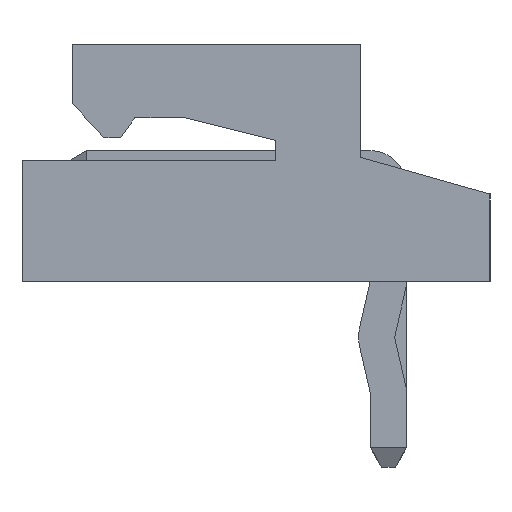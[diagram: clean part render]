
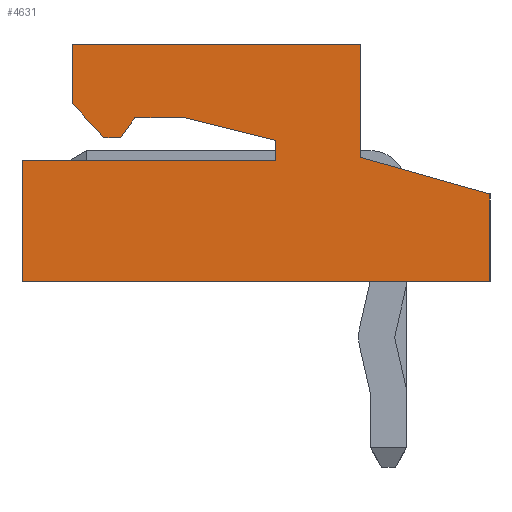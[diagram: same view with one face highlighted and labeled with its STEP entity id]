
A CAD part, left-side view. The second image highlights one B-rep face of the part: STEP entity #4631.
In plain terms, the highlighted planar face has unit normal (-1, 0, 0).
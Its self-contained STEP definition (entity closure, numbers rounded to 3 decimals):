
#138=ORIENTED_EDGE('',*,*,#1106,.F.);
#139=ORIENTED_EDGE('',*,*,#1092,.T.);
#140=ORIENTED_EDGE('',*,*,#1107,.T.);
#141=ORIENTED_EDGE('',*,*,#1108,.T.);
#142=ORIENTED_EDGE('',*,*,#1109,.T.);
#143=ORIENTED_EDGE('',*,*,#1064,.F.);
#144=ORIENTED_EDGE('',*,*,#1082,.T.);
#145=ORIENTED_EDGE('',*,*,#1110,.F.);
#146=ORIENTED_EDGE('',*,*,#1111,.F.);
#147=ORIENTED_EDGE('',*,*,#1112,.F.);
#148=ORIENTED_EDGE('',*,*,#1113,.F.);
#149=ORIENTED_EDGE('',*,*,#1114,.F.);
#150=ORIENTED_EDGE('',*,*,#1115,.F.);
#151=ORIENTED_EDGE('',*,*,#1116,.F.);
#1064=EDGE_CURVE('',#1551,#1552,#1867,.T.);
#1082=EDGE_CURVE('',#1551,#1568,#1885,.T.);
#1092=EDGE_CURVE('',#1579,#1578,#1895,.T.);
#1106=EDGE_CURVE('',#1579,#1587,#1909,.T.);
#1107=EDGE_CURVE('',#1578,#1588,#1910,.T.);
#1108=EDGE_CURVE('',#1588,#1589,#1911,.T.);
#1109=EDGE_CURVE('',#1589,#1552,#1912,.T.);
#1110=EDGE_CURVE('',#1590,#1568,#1913,.T.);
#1111=EDGE_CURVE('',#1591,#1590,#1914,.T.);
#1112=EDGE_CURVE('',#1592,#1591,#1915,.T.);
#1113=EDGE_CURVE('',#1593,#1592,#1916,.T.);
#1114=EDGE_CURVE('',#1594,#1593,#1917,.T.);
#1115=EDGE_CURVE('',#1595,#1594,#1918,.T.);
#1116=EDGE_CURVE('',#1587,#1595,#1919,.T.);
#1551=VERTEX_POINT('',#5968);
#1552=VERTEX_POINT('',#5970);
#1568=VERTEX_POINT('',#6004);
#1578=VERTEX_POINT('',#6025);
#1579=VERTEX_POINT('',#6027);
#1587=VERTEX_POINT('',#6051);
#1588=VERTEX_POINT('',#6053);
#1589=VERTEX_POINT('',#6055);
#1590=VERTEX_POINT('',#6058);
#1591=VERTEX_POINT('',#6060);
#1592=VERTEX_POINT('',#6062);
#1593=VERTEX_POINT('',#6064);
#1594=VERTEX_POINT('',#6066);
#1595=VERTEX_POINT('',#6068);
#1867=LINE('',#5969,#2318);
#1885=LINE('',#6005,#2336);
#1895=LINE('',#6026,#2346);
#1909=LINE('',#6050,#2360);
#1910=LINE('',#6052,#2361);
#1911=LINE('',#6054,#2362);
#1912=LINE('',#6056,#2363);
#1913=LINE('',#6057,#2364);
#1914=LINE('',#6059,#2365);
#1915=LINE('',#6061,#2366);
#1916=LINE('',#6063,#2367);
#1917=LINE('',#6065,#2368);
#1918=LINE('',#6067,#2369);
#1919=LINE('',#6069,#2370);
#2318=VECTOR('',#5061,1000.);
#2336=VECTOR('',#5081,1000.);
#2346=VECTOR('',#5093,1000.);
#2360=VECTOR('',#5111,1000.);
#2361=VECTOR('',#5112,1000.);
#2362=VECTOR('',#5113,1000.);
#2363=VECTOR('',#5114,1000.);
#2364=VECTOR('',#5115,1000.);
#2365=VECTOR('',#5116,1000.);
#2366=VECTOR('',#5117,1000.);
#2367=VECTOR('',#5118,1000.);
#2368=VECTOR('',#5119,1000.);
#2369=VECTOR('',#5120,1000.);
#2370=VECTOR('',#5121,1000.);
#2765=EDGE_LOOP('',(#138,#139,#140,#141,#142,#143,#144,#145,#146,#147,#148,
#149,#150,#151));
#2958=FACE_BOUND('',#2765,.T.);
#3151=PLANE('',#4829);
#4631=ADVANCED_FACE('',(#2958),#3151,.T.);
#4829=AXIS2_PLACEMENT_3D('',#6049,#5109,#5110);
#5061=DIRECTION('',(0.,1.,0.));
#5081=DIRECTION('',(0.,0.,1.));
#5093=DIRECTION('',(0.,1.,0.));
#5109=DIRECTION('',(-1.,0.,0.));
#5110=DIRECTION('',(0.,0.,1.));
#5111=DIRECTION('',(0.,0.,-1.));
#5112=DIRECTION('',(0.,0.,-1.));
#5113=DIRECTION('',(0.,-1.,0.));
#5114=DIRECTION('',(0.,-0.272,0.962));
#5115=DIRECTION('',(0.,-1.,0.));
#5116=DIRECTION('',(0.,-0.737,0.676));
#5117=DIRECTION('',(0.,0.,1.));
#5118=DIRECTION('',(0.,0.814,0.581));
#5119=DIRECTION('',(0.,0.,1.));
#5120=DIRECTION('',(0.,-0.243,0.97));
#5121=DIRECTION('',(0.,-1.,0.));
#5968=CARTESIAN_POINT('',(-5.,-1.9,-3.));
#5969=CARTESIAN_POINT('',(-5.,-1.9,-3.));
#5970=CARTESIAN_POINT('',(-5.,0.1,-3.));
#6004=CARTESIAN_POINT('',(-5.,-1.9,2.1));
#6005=CARTESIAN_POINT('',(-5.,-1.9,-3.));
#6025=CARTESIAN_POINT('',(-5.,2.3,3.));
#6026=CARTESIAN_POINT('',(-5.,-1.9,3.));
#6027=CARTESIAN_POINT('',(-5.,0.15,3.));
#6049=CARTESIAN_POINT('',(-5.,-1.9,-3.));
#6050=CARTESIAN_POINT('',(-5.,0.15,-1.5));
#6051=CARTESIAN_POINT('',(-5.,0.15,-1.5));
#6052=CARTESIAN_POINT('',(-5.,2.3,3.));
#6053=CARTESIAN_POINT('',(-5.,2.3,-5.3));
#6054=CARTESIAN_POINT('',(-5.,2.3,-5.3));
#6055=CARTESIAN_POINT('',(-5.,0.75,-5.3));
#6056=CARTESIAN_POINT('',(-5.,0.75,-5.3));
#6057=CARTESIAN_POINT('',(-5.,-0.85,2.1));
#6058=CARTESIAN_POINT('',(-5.,-0.85,2.1));
#6059=CARTESIAN_POINT('',(-5.,-0.25,1.55));
#6060=CARTESIAN_POINT('',(-5.,-0.25,1.55));
#6061=CARTESIAN_POINT('',(-5.,-0.25,1.55));
#6062=CARTESIAN_POINT('',(-5.,-0.25,1.25));
#6063=CARTESIAN_POINT('',(-5.,-0.25,1.25));
#6064=CARTESIAN_POINT('',(-5.,-0.6,1.));
#6065=CARTESIAN_POINT('',(-5.,-0.6,1.));
#6066=CARTESIAN_POINT('',(-5.,-0.6,0.1));
#6067=CARTESIAN_POINT('',(-5.,-0.2,-1.5));
#6068=CARTESIAN_POINT('',(-5.,-0.2,-1.5));
#6069=CARTESIAN_POINT('',(-5.,0.15,-1.5));
